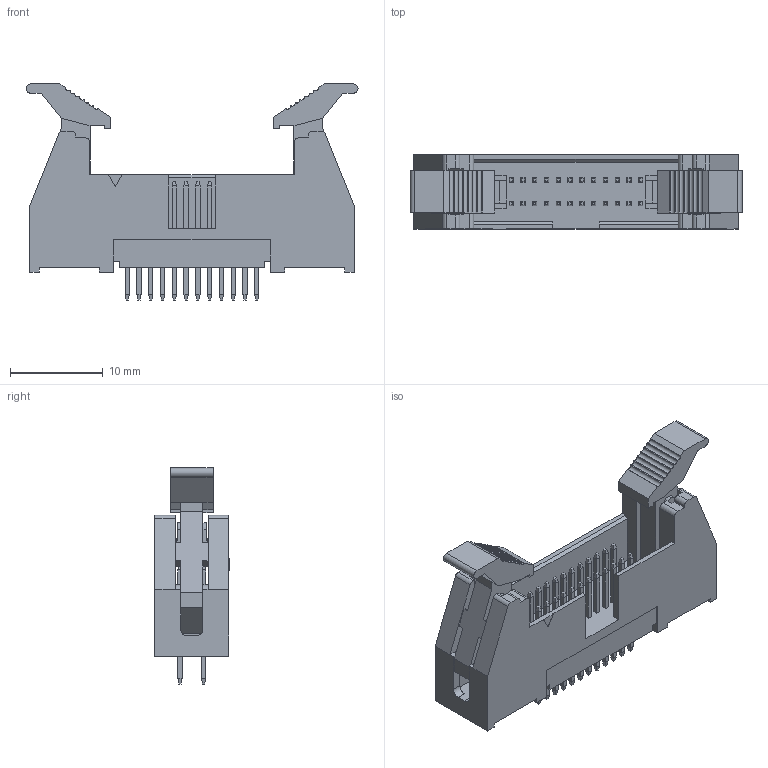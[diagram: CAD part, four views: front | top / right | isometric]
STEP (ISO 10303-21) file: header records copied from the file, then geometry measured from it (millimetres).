
FILE_DESCRIPTION( ('This file contains a STEP AP42 implementation' ,'as created by ZW3D STEP Interface translator.') ,'2;1' );
FILE_NAME( '3240-XXSXXBSX1.stp' ,'231125.161113', (''), ('ZWCAD Software Co.'), 'Version 1.0', 'ZW3D to STEP translator', '' );
FILE_SCHEMA(('AUTOMOTIVE_DESIGN { 1 0 10303 214 1 1 1 1 }'));
Length unit declared in the file: millimetre
Products named in the file (2): 0; 3240-24SG0BST1
Bounding box: 35.79 x 8.05 x 23.3 mm (x, y, z)
Volume: 2099 mm3; surface area: 3438.5 mm2
Topology: 1 solids, 25 shells, 918 faces, 2238 edges, 1400 vertices
Faces by surface type: plane 776, cylinder 118, bspline 12, sphere 8, torus 4
Full cylindrical faces by diameter (mm): 1.6 x4, 2.5 x2
Entity records: 27654 total; most frequent: CARTESIAN_POINT 5203, ORIENTED_EDGE 4476, DIRECTION 4240, EDGE_CURVE 2238, VECTOR 1934, LINE 1934, VERTEX_POINT 1400, AXIS2_PLACEMENT_3D 1153
